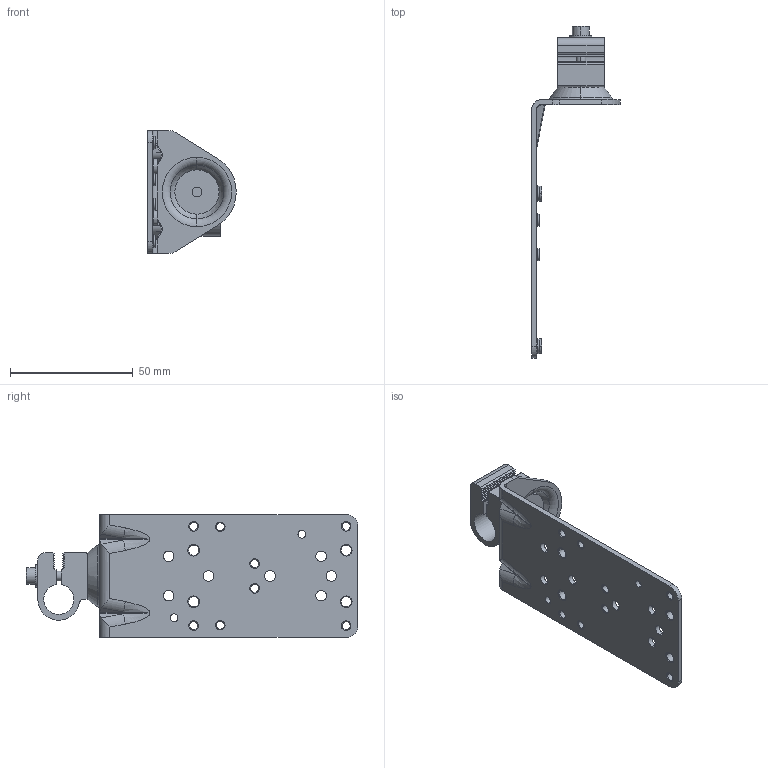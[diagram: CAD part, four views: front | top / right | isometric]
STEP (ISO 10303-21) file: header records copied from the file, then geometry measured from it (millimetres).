
FILE_DESCRIPTION((''),'2;1');
FILE_NAME('DBCAD2234','2016-04-25T',('cmozuch'),(''),'PRO/ENGINEER BY PARAMETRIC TECHNOLOGY CORPORATION, 2015440','PRO/ENGINEER BY PARAMETRIC TECHNOLOGY CORPORATION, 2015440','');
FILE_SCHEMA(('CONFIG_CONTROL_DESIGN'));
Length unit declared in the file: millimetre
Products named in the file (1): DBCAD2234
Bounding box: 36 x 135 x 50 mm (x, y, z)
Volume: 19648.7 mm3; surface area: 18861.1 mm2
Topology: 1 solids, 1 shells, 388 faces, 1065 edges, 662 vertices
Faces by surface type: cylinder 150, plane 110, torus 56, sphere 30, bspline 24, cone 18
Entity records: 25651 total; most frequent: CARTESIAN_POINT 13908, ORIENTED_EDGE 2082, DIRECTION 2047, EDGE_CURVE 1041, AXIS2_PLACEMENT_3D 860, VERTEX_POINT 662, CIRCLE 496, EDGE_LOOP 463
